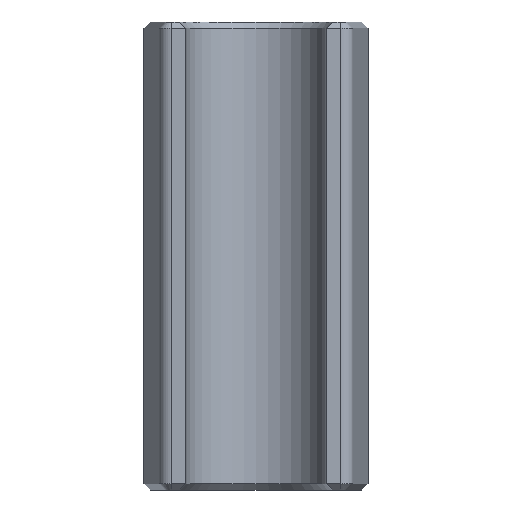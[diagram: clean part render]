
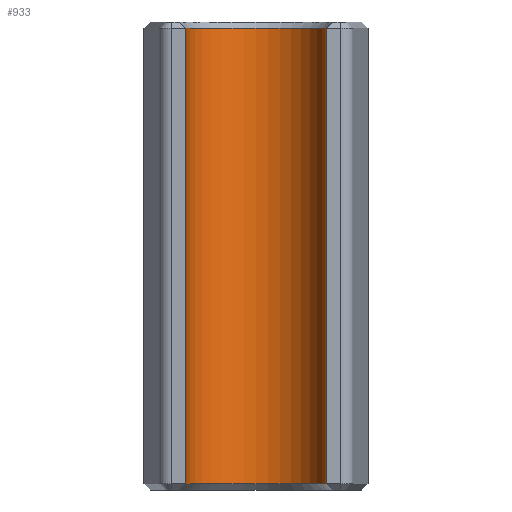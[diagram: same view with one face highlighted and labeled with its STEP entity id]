
A CAD part, front view. The second image highlights one B-rep face of the part: STEP entity #933.
In plain terms, the highlighted cylindrical face has radius 2.25 mm (diameter 4.5 mm), a partial arc.
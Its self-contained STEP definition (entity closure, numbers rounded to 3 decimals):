
#452 = VERTEX_POINT('',#453);
#453 = CARTESIAN_POINT('',(-2.25,7.,82.2));
#501 = VERTEX_POINT('',#502);
#502 = CARTESIAN_POINT('',(2.25,7.,82.2));
#510 = EDGE_CURVE('',#501,#452,#511,.T.);
#511 = CIRCLE('',#512,2.25);
#512 = AXIS2_PLACEMENT_3D('',#513,#514,#515);
#513 = CARTESIAN_POINT('',(0.,7.,82.2));
#514 = DIRECTION('',(0.,0.,1.));
#515 = DIRECTION('',(1.,0.,0.));
#888 = EDGE_CURVE('',#452,#889,#891,.T.);
#889 = VERTEX_POINT('',#890);
#890 = CARTESIAN_POINT('',(-2.25,7.,96.8));
#891 = LINE('',#892,#893);
#892 = CARTESIAN_POINT('',(-2.25,7.,82.));
#893 = VECTOR('',#894,1.);
#894 = DIRECTION('',(0.,0.,1.));
#933 = ADVANCED_FACE('',(#934),#953,.F.);
#934 = FACE_BOUND('',#935,.T.);
#935 = EDGE_LOOP('',(#936,#944,#951,#952));
#936 = ORIENTED_EDGE('',*,*,#937,.T.);
#937 = EDGE_CURVE('',#501,#938,#940,.T.);
#938 = VERTEX_POINT('',#939);
#939 = CARTESIAN_POINT('',(2.25,7.,96.8));
#940 = LINE('',#941,#942);
#941 = CARTESIAN_POINT('',(2.25,7.,82.));
#942 = VECTOR('',#943,1.);
#943 = DIRECTION('',(0.,0.,1.));
#944 = ORIENTED_EDGE('',*,*,#945,.T.);
#945 = EDGE_CURVE('',#938,#889,#946,.T.);
#946 = CIRCLE('',#947,2.25);
#947 = AXIS2_PLACEMENT_3D('',#948,#949,#950);
#948 = CARTESIAN_POINT('',(0.,7.,96.8));
#949 = DIRECTION('',(-0.,0.,1.));
#950 = DIRECTION('',(1.,0.,0.));
#951 = ORIENTED_EDGE('',*,*,#888,.F.);
#952 = ORIENTED_EDGE('',*,*,#510,.F.);
#953 = CYLINDRICAL_SURFACE('',#954,2.25);
#954 = AXIS2_PLACEMENT_3D('',#955,#956,#957);
#955 = CARTESIAN_POINT('',(0.,7.,82.));
#956 = DIRECTION('',(0.,0.,-1.));
#957 = DIRECTION('',(-1.,0.,0.));
